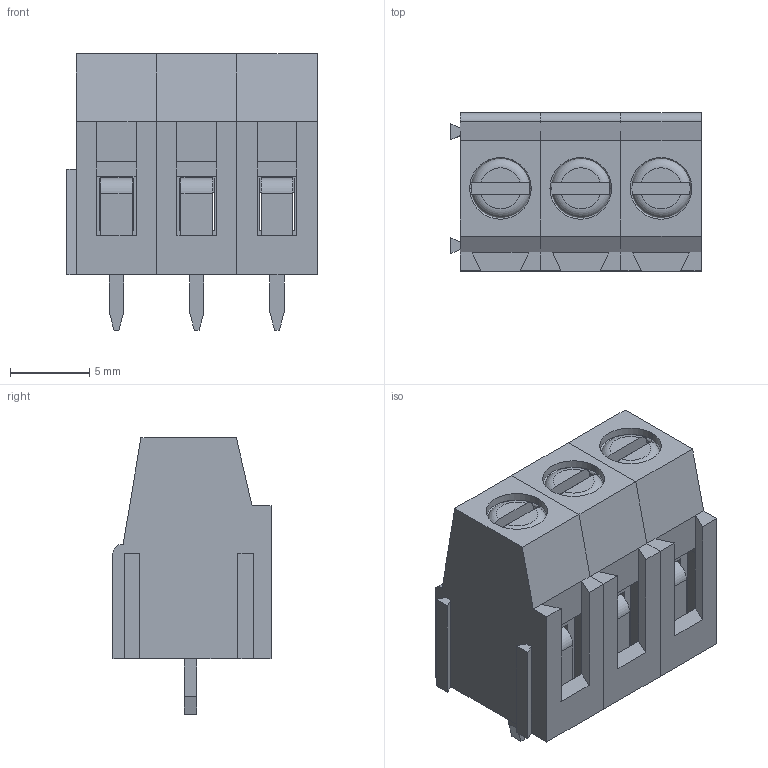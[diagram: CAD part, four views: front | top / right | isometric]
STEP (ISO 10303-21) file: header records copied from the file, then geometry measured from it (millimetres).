
FILE_DESCRIPTION (( 'STEP AP214' ), '1' );
FILE_NAME ('CONN-TH_3P-P5.08_DB128L-5.08-3P-BK-S.step', '2022-07-29T16:50:04', ( '' ), ( '' ), 'SwSTEP 2.0', 'SolidWorks 2020', '' );
FILE_SCHEMA (( 'AUTOMOTIVE_DESIGN' ));
Length unit declared in the file: millimetre
Products named in the file (1): CONN-TH_3P-P5.08_DB128L-5.08-3P-BK-S
Bounding box: 15.84 x 10 x 17.5 mm (x, y, z)
Volume: 1269.3 mm3; surface area: 3445.9 mm2
Topology: 22 solids, 22 shells, 792 faces, 2157 edges, 1422 vertices
Faces by surface type: plane 590, bspline 112, cylinder 66, torus 24
Entity records: 34921 total; most frequent: CARTESIAN_POINT 6536, ORIENTED_EDGE 4314, DIRECTION 3459, EDGE_CURVE 2157, LINE 1737, VECTOR 1737, VERTEX_POINT 1422, AXIS2_PLACEMENT_3D 861
